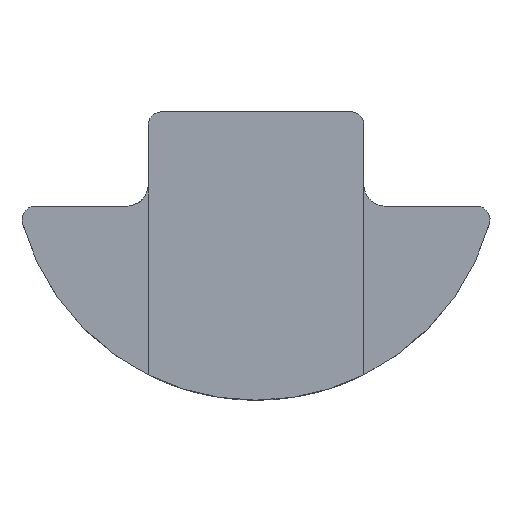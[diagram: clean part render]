
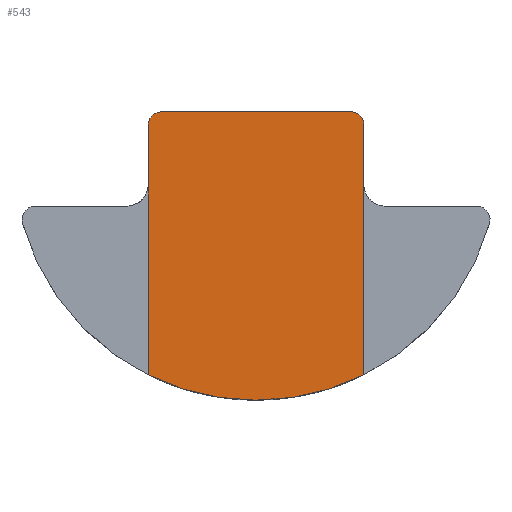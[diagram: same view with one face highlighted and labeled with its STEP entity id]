
A CAD part, front view. The second image highlights one B-rep face of the part: STEP entity #543.
In plain terms, the highlighted planar face has unit normal (0, -1, 0).
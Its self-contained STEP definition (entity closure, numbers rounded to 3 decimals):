
#68=FACE_OUTER_BOUND('',#102,.T.);
#102=EDGE_LOOP('',(#408,#409,#410,#411,#412,#413,#414,#415));
#135=LINE('',#808,#177);
#141=LINE('',#829,#183);
#151=LINE('',#934,#193);
#152=LINE('',#937,#194);
#177=VECTOR('',#643,7.01);
#183=VECTOR('',#661,9.304);
#193=VECTOR('',#699,7.);
#194=VECTOR('',#702,2.2);
#223=CIRCLE('',#581,0.8);
#228=CIRCLE('',#591,9.);
#229=CIRCLE('',#592,0.5);
#230=CIRCLE('',#593,0.5);
#245=VERTEX_POINT('',#805);
#246=VERTEX_POINT('',#807);
#254=VERTEX_POINT('',#826);
#255=VERTEX_POINT('',#828);
#258=VERTEX_POINT('',#838);
#267=VERTEX_POINT('',#931);
#268=VERTEX_POINT('',#933);
#269=VERTEX_POINT('',#935);
#298=EDGE_CURVE('',#246,#245,#135,.T.);
#308=EDGE_CURVE('',#255,#254,#141,.T.);
#313=EDGE_CURVE('',#246,#258,#223,.T.);
#325=EDGE_CURVE('',#255,#245,#228,.T.);
#326=EDGE_CURVE('',#267,#254,#229,.T.);
#327=EDGE_CURVE('',#268,#267,#151,.T.);
#328=EDGE_CURVE('',#269,#268,#230,.T.);
#329=EDGE_CURVE('',#258,#269,#152,.T.);
#408=ORIENTED_EDGE('',*,*,#298,.T.);
#409=ORIENTED_EDGE('',*,*,#325,.F.);
#410=ORIENTED_EDGE('',*,*,#308,.T.);
#411=ORIENTED_EDGE('',*,*,#326,.F.);
#412=ORIENTED_EDGE('',*,*,#327,.F.);
#413=ORIENTED_EDGE('',*,*,#328,.F.);
#414=ORIENTED_EDGE('',*,*,#329,.F.);
#415=ORIENTED_EDGE('',*,*,#313,.F.);
#520=PLANE('',#590);
#543=ADVANCED_FACE('',(#68),#520,.F.);
#581=AXIS2_PLACEMENT_3D('',#839,#670,#671);
#590=AXIS2_PLACEMENT_3D('',#929,#693,#694);
#591=AXIS2_PLACEMENT_3D('',#930,#695,#696);
#592=AXIS2_PLACEMENT_3D('',#932,#697,#698);
#593=AXIS2_PLACEMENT_3D('',#936,#700,#701);
#643=DIRECTION('',(0.,0.,-1.));
#661=DIRECTION('',(0.,0.,1.));
#670=DIRECTION('center_axis',(0.,-1.,0.));
#671=DIRECTION('ref_axis',(-1.,0.,0.));
#693=DIRECTION('center_axis',(0.,1.,0.));
#694=DIRECTION('ref_axis',(0.,0.,1.));
#695=DIRECTION('center_axis',(0.,1.,0.));
#696=DIRECTION('ref_axis',(0.963,0.,-0.271));
#697=DIRECTION('center_axis',(0.,1.,0.));
#698=DIRECTION('ref_axis',(0.,0.,1.));
#699=DIRECTION('',(1.,0.,0.));
#700=DIRECTION('center_axis',(0.,1.,0.));
#701=DIRECTION('ref_axis',(-1.,0.,0.));
#702=DIRECTION('',(0.,0.,1.));
#805=CARTESIAN_POINT('',(-4.,-14.,-4.33));
#807=CARTESIAN_POINT('',(-4.,-14.,2.68));
#808=CARTESIAN_POINT('',(-4.,-14.,2.989));
#826=CARTESIAN_POINT('',(4.,-14.,4.972));
#828=CARTESIAN_POINT('',(4.,-14.,-4.331));
#829=CARTESIAN_POINT('',(4.,-14.,2.989));
#838=CARTESIAN_POINT('',(-3.998,-14.,2.732));
#839=CARTESIAN_POINT('Origin',(-4.798,-14.,2.732));
#929=CARTESIAN_POINT('Origin',(0.002,-14.,0.545));
#930=CARTESIAN_POINT('Origin',(0.002,-14.,3.732));
#931=CARTESIAN_POINT('',(3.502,-14.,5.432));
#932=CARTESIAN_POINT('Origin',(3.502,-14.,4.932));
#933=CARTESIAN_POINT('',(-3.498,-14.,5.432));
#934=CARTESIAN_POINT('',(-3.498,-14.,5.432));
#935=CARTESIAN_POINT('',(-3.998,-14.,4.932));
#936=CARTESIAN_POINT('Origin',(-3.498,-14.,4.932));
#937=CARTESIAN_POINT('',(-3.998,-14.,2.732));
